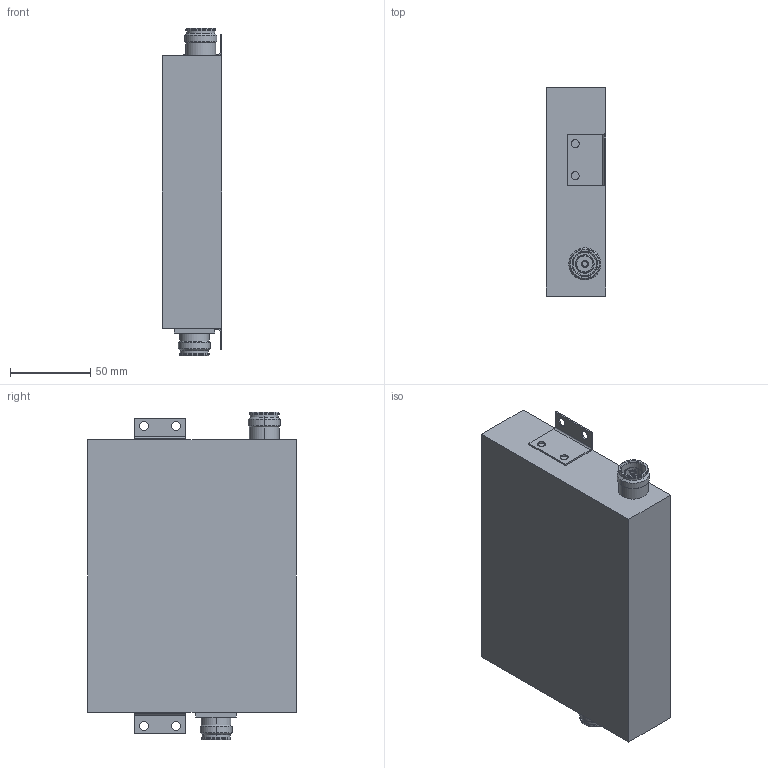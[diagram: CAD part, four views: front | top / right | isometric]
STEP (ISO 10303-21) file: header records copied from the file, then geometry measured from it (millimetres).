
FILE_DESCRIPTION (( 'STEP AP214' ), '1' );
FILE_NAME ('FMAT7481-20_3D.step', '2023-03-13T23:54:55', ( '' ), ( '' ), 'SwSTEP 2.0', 'SolidWorks 2022', '' );
FILE_SCHEMA (( 'AUTOMOTIVE_DESIGN' ));
Length unit declared in the file: inch
Products named in the file (5): Copy of jt-0162-b_1^FMAT7481-20; Copy of 25W^FMAT7481-20; Copy of Bracket^FMAT7481-20; Copy (2) of Bracket^FMAT7481-20; FMAT7481-20_3D
Assembly tree (5 placements, depth 2):
  FMAT7481-20_3D
    Copy of 25W^FMAT7481-20
    Copy of jt-0162-b_1^FMAT7481-20  x2
    Copy of Bracket^FMAT7481-20
    Copy (2) of Bracket^FMAT7481-20
Bounding box: 37 x 130 x 204.2 mm (x, y, z)
Volume: 828285.8 mm3; surface area: 76491 mm2
Topology: 5 solids, 5 shells, 149 faces, 332 edges, 208 vertices
Faces by surface type: cylinder 60, plane 45, cone 36, bspline 8
Entity records: 3204 total; most frequent: CARTESIAN_POINT 581, DIRECTION 546, ORIENTED_EDGE 464, EDGE_CURVE 232, AXIS2_PLACEMENT_3D 213, VERTEX_POINT 148, EDGE_LOOP 126, VECTOR 120
